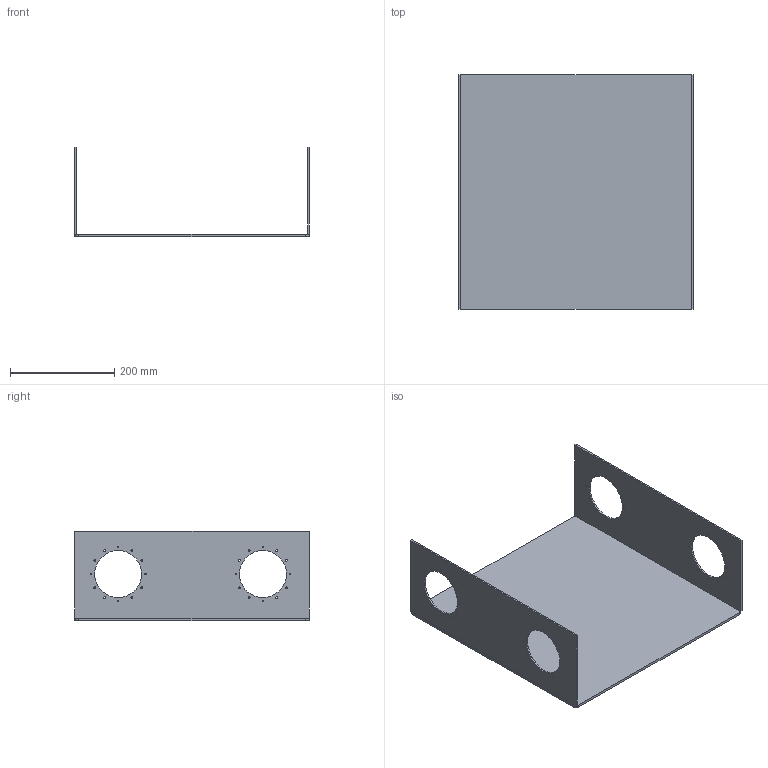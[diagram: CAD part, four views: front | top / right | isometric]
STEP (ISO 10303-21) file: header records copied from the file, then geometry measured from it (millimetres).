
FILE_DESCRIPTION(/* description */ ('STEP AP242','CAx-IF Rec.Pracs.---Representation and Presentation of Product Manufacturing Information (PMI)---4.0---2014-10-13','CAx-IF Rec.Pracs.---3D Tessellated Geometry---0.4---2014-09-14','2;1'),/* implementation_level */ '2;1');
FILE_NAME(/* name */ '66d3623bec67563ece45988f',/* time_stamp */ '2024-08-31T18:34:36Z',/* author */ (''),/* organization */ (''),/* preprocessor_version */ 'ST-DEVELOPER v20',/* originating_system */ ' ',/* authorisation */ ' ');
FILE_SCHEMA (('AP242_MANAGED_MODEL_BASED_3D_ENGINEERING_MIM_LF { 1 0 10303 442 1 1 4 }'));
Length unit declared in the file: metre
Products named in the file (3): Torso; actuator_holder; torso_base
Assembly tree (3 placements, depth 2):
  Torso
    actuator_holder  x2
    torso_base
Bounding box: 450 x 450 x 171.36 mm (x, y, z)
Volume: 1384031.8 mm3; surface area: 673838.9 mm2
Topology: 3 solids, 3 shells, 74 faces, 204 edges, 136 vertices
Faces by surface type: cylinder 56, plane 18
Full cylindrical faces by diameter (mm): 3 x48, 90 x4
Entity records: 1407 total; most frequent: DIRECTION 240, CARTESIAN_POINT 210, ORIENTED_EDGE 176, EDGE_LOOP 120, FACE_BOUND 120, AXIS2_PLACEMENT_3D 106, EDGE_CURVE 88, VERTEX_POINT 76
